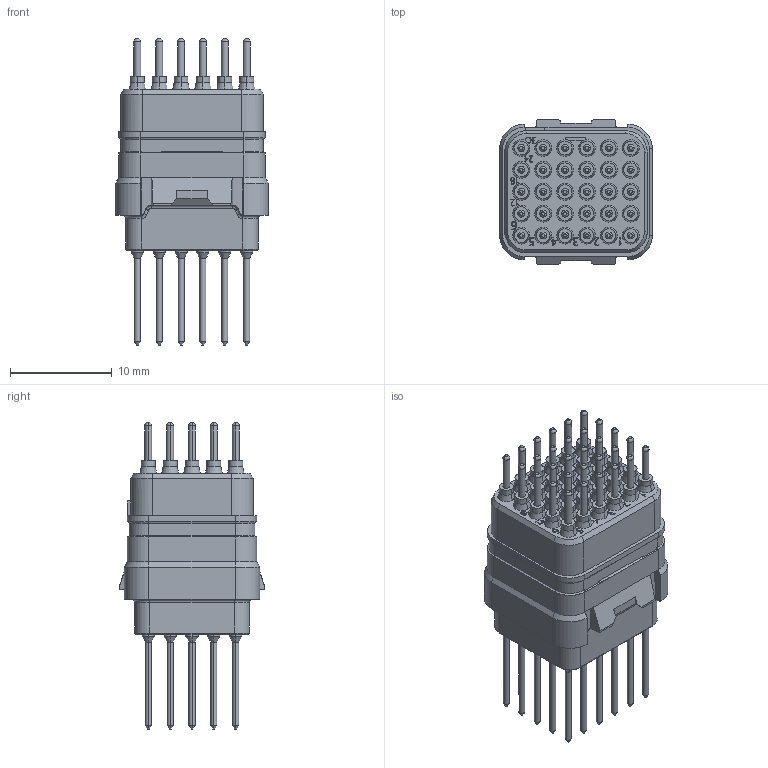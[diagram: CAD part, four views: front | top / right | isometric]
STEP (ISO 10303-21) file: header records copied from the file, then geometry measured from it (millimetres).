
FILE_DESCRIPTION((''),'2;1');
FILE_NAME('SIMM3023PNG','2020-01-28T',('presta_be4'),(''),'CREO PARAMETRIC BY PTC INC, 2018360','CREO PARAMETRIC BY PTC INC, 2018360','');
FILE_SCHEMA(('CONFIG_CONTROL_DESIGN'));
Products named in the file (1): SIMM3023PNG
Bounding box: 15 x 14.3 x 30.1 mm (x, y, z)
Volume: 2853.4 mm3; surface area: 2487.7 mm2
Topology: 1 solids, 1 shells, 1825 faces, 4558 edges, 2841 vertices
Faces by surface type: extrusion 555, plane 522, cylinder 400, cone 248, bspline 72, torus 28
Entity records: 57046 total; most frequent: CARTESIAN_POINT 15456, ORIENTED_EDGE 9116, DIRECTION 7360, EDGE_CURVE 4558, VERTEX_POINT 2841, VECTOR 2808, AXIS2_PLACEMENT_3D 2276, LINE 2253
